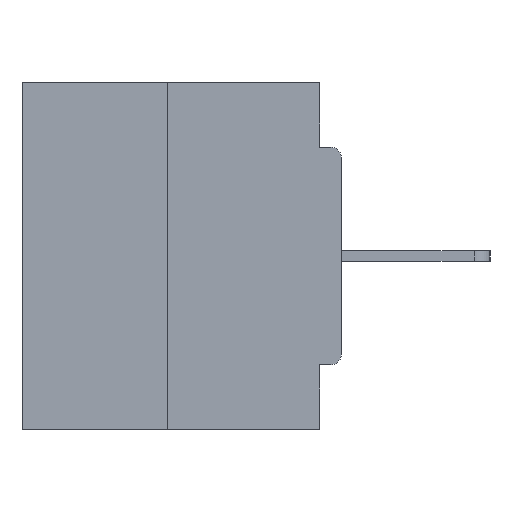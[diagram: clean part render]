
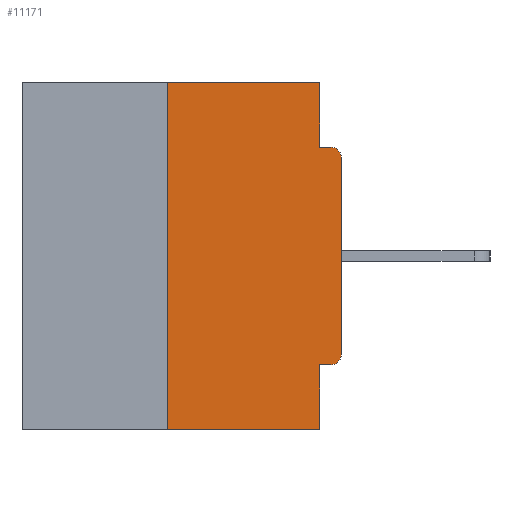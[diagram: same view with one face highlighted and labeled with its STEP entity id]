
A CAD part, left-side view. The second image highlights one B-rep face of the part: STEP entity #11171.
In plain terms, the highlighted planar face has unit normal (-1, 0, 0).
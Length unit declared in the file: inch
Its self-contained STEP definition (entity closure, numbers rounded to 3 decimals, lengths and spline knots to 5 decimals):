
#15 = FACE_OUTER_BOUND ( 'NONE', #26019, .T. ) ;
#30 = DIRECTION ( 'NONE',  ( 0., -1., 0. ) ) ;
#659 = DIRECTION ( 'NONE',  ( -1., 0., 0. ) ) ;
#699 = CARTESIAN_POINT ( 'NONE',  ( 0., 0.031, 0. ) ) ;
#1279 = PLANE ( 'NONE',  #19239 ) ;
#2437 = LINE ( 'NONE', #8433, #9667 ) ;
#2607 = ORIENTED_EDGE ( 'NONE', *, *, #25792, .F. ) ;
#4466 = LINE ( 'NONE', #34160, #11631 ) ;
#4555 = CARTESIAN_POINT ( 'NONE',  ( 0., 0., -0.0935 ) ) ;
#4824 = VECTOR ( 'NONE', #29826, 39.37008 ) ;
#5583 = ORIENTED_EDGE ( 'NONE', *, *, #15515, .T. ) ;
#5994 = VECTOR ( 'NONE', #30, 39.37008 ) ;
#6788 = DIRECTION ( 'NONE',  ( 0., 0., -1. ) ) ;
#7960 = CARTESIAN_POINT ( 'NONE',  ( 0., 0.031, -0.0935 ) ) ;
#8141 = ORIENTED_EDGE ( 'NONE', *, *, #16721, .F. ) ;
#8433 = CARTESIAN_POINT ( 'NONE',  ( 0., 0.031, 0. ) ) ;
#8593 = EDGE_CURVE ( 'NONE', #25344, #14497, #17958, .T. ) ;
#8729 = CARTESIAN_POINT ( 'NONE',  ( 0., 0.031, -0.5 ) ) ;
#8735 = CARTESIAN_POINT ( 'NONE',  ( 0., 0.25, 0. ) ) ;
#9132 = CARTESIAN_POINT ( 'NONE',  ( 0., 0.031, -0.4065 ) ) ;
#9402 = LINE ( 'NONE', #4555, #15696 ) ;
#9667 = VECTOR ( 'NONE', #16445, 39.37008 ) ;
#9900 = VECTOR ( 'NONE', #27467, 39.37008 ) ;
#10142 = VERTEX_POINT ( 'NONE', #7960 ) ;
#10169 = EDGE_CURVE ( 'NONE', #10142, #14497, #9402, .T. ) ;
#10312 = CARTESIAN_POINT ( 'NONE',  ( 0., 0.46, -0.5 ) ) ;
#11171 = ADVANCED_FACE ( 'NONE', ( #15 ), #1279, .F. ) ;
#11631 = VECTOR ( 'NONE', #26247, 39.37008 ) ;
#12693 = CARTESIAN_POINT ( 'NONE',  ( 0., 0.25, 0. ) ) ;
#12800 = EDGE_CURVE ( 'NONE', #17941, #10142, #2437, .T. ) ;
#13158 = LINE ( 'NONE', #32132, #5994 ) ;
#14497 = VERTEX_POINT ( 'NONE', #24626 ) ;
#15231 = ORIENTED_EDGE ( 'NONE', *, *, #12800, .F. ) ;
#15515 = EDGE_CURVE ( 'NONE', #32519, #25344, #4466, .T. ) ;
#15696 = VECTOR ( 'NONE', #22701, 39.37008 ) ;
#16146 = ORIENTED_EDGE ( 'NONE', *, *, #30369, .T. ) ;
#16445 = DIRECTION ( 'NONE',  ( 0., 0., -1. ) ) ;
#16721 = EDGE_CURVE ( 'NONE', #24718, #34468, #25412, .T. ) ;
#16869 = CARTESIAN_POINT ( 'NONE',  ( 0., 0.015, -0.3915 ) ) ;
#17645 = CARTESIAN_POINT ( 'NONE',  ( 0., 0.015, -0.1085 ) ) ;
#17672 = DIRECTION ( 'NONE',  ( -1., 0., 0. ) ) ;
#17941 = VERTEX_POINT ( 'NONE', #699 ) ;
#17958 = CIRCLE ( 'NONE', #28880, 0.015 ) ;
#18050 = LINE ( 'NONE', #10312, #25163 ) ;
#18176 = CIRCLE ( 'NONE', #22073, 0.015 ) ;
#18697 = ORIENTED_EDGE ( 'NONE', *, *, #23580, .T. ) ;
#19239 = AXIS2_PLACEMENT_3D ( 'NONE', #20234, #22917, #6788 ) ;
#19544 = CARTESIAN_POINT ( 'NONE',  ( 0., 0.25, -0.5 ) ) ;
#19617 = DIRECTION ( 'NONE',  ( 0., 0., -1. ) ) ;
#20209 = CARTESIAN_POINT ( 'NONE',  ( 0., 0., -0.1085 ) ) ;
#20234 = CARTESIAN_POINT ( 'NONE',  ( 0., 0.46, 0. ) ) ;
#20515 = VERTEX_POINT ( 'NONE', #9132 ) ;
#20756 = ORIENTED_EDGE ( 'NONE', *, *, #10169, .F. ) ;
#21623 = ORIENTED_EDGE ( 'NONE', *, *, #22204, .F. ) ;
#22073 = AXIS2_PLACEMENT_3D ( 'NONE', #16869, #659, #19617 ) ;
#22204 = EDGE_CURVE ( 'NONE', #34468, #17941, #13158, .T. ) ;
#22701 = DIRECTION ( 'NONE',  ( 0., -1., 0. ) ) ;
#22917 = DIRECTION ( 'NONE',  ( 1., 0., 0. ) ) ;
#23390 = LINE ( 'NONE', #8729, #9900 ) ;
#23580 = EDGE_CURVE ( 'NONE', #33539, #32519, #18176, .T. ) ;
#24172 = CARTESIAN_POINT ( 'NONE',  ( 0., 0.015, -0.4065 ) ) ;
#24458 = VERTEX_POINT ( 'NONE', #25909 ) ;
#24626 = CARTESIAN_POINT ( 'NONE',  ( 0., 0.015, -0.0935 ) ) ;
#24718 = VERTEX_POINT ( 'NONE', #19544 ) ;
#25163 = VECTOR ( 'NONE', #29005, 39.37008 ) ;
#25344 = VERTEX_POINT ( 'NONE', #20209 ) ;
#25412 = LINE ( 'NONE', #8735, #30717 ) ;
#25792 = EDGE_CURVE ( 'NONE', #20515, #24458, #23390, .T. ) ;
#25909 = CARTESIAN_POINT ( 'NONE',  ( 0., 0.031, -0.5 ) ) ;
#26019 = EDGE_LOOP ( 'NONE', ( #21623, #8141, #16146, #2607, #31910, #18697, #5583, #26937, #20756, #15231 ) ) ;
#26212 = LINE ( 'NONE', #32457, #4824 ) ;
#26247 = DIRECTION ( 'NONE',  ( 0., 0., 1. ) ) ;
#26333 = EDGE_CURVE ( 'NONE', #33539, #20515, #26212, .T. ) ;
#26937 = ORIENTED_EDGE ( 'NONE', *, *, #8593, .T. ) ;
#27467 = DIRECTION ( 'NONE',  ( 0., 0., -1. ) ) ;
#27470 = DIRECTION ( 'NONE',  ( 0., 0., 1. ) ) ;
#28880 = AXIS2_PLACEMENT_3D ( 'NONE', #17645, #17672, #29115 ) ;
#29005 = DIRECTION ( 'NONE',  ( 0., -1., 0. ) ) ;
#29115 = DIRECTION ( 'NONE',  ( 0., 0., -1. ) ) ;
#29826 = DIRECTION ( 'NONE',  ( 0., 1., 0. ) ) ;
#30369 = EDGE_CURVE ( 'NONE', #24718, #24458, #18050, .T. ) ;
#30717 = VECTOR ( 'NONE', #27470, 39.37008 ) ;
#31910 = ORIENTED_EDGE ( 'NONE', *, *, #26333, .F. ) ;
#32132 = CARTESIAN_POINT ( 'NONE',  ( 0., 0.46, 0. ) ) ;
#32457 = CARTESIAN_POINT ( 'NONE',  ( 0., 0., -0.4065 ) ) ;
#32519 = VERTEX_POINT ( 'NONE', #34483 ) ;
#33539 = VERTEX_POINT ( 'NONE', #24172 ) ;
#34160 = CARTESIAN_POINT ( 'NONE',  ( 0., 0., 0. ) ) ;
#34468 = VERTEX_POINT ( 'NONE', #12693 ) ;
#34483 = CARTESIAN_POINT ( 'NONE',  ( 0., 0., -0.3915 ) ) ;
